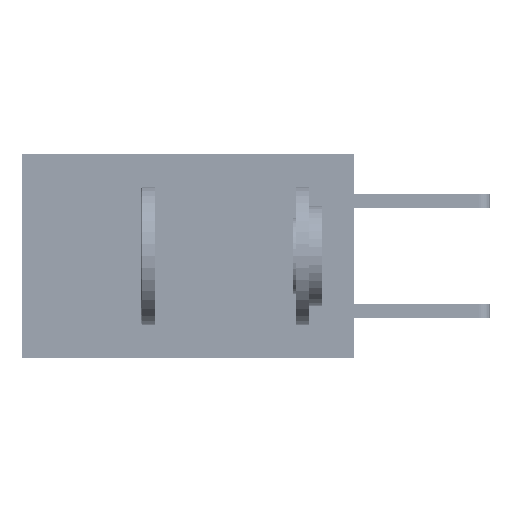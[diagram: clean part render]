
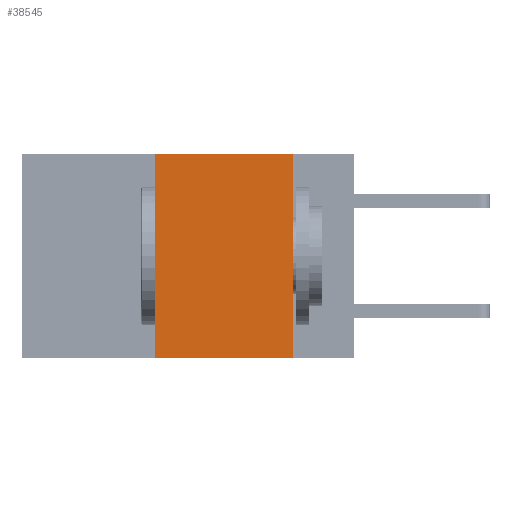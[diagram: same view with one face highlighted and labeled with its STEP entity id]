
A CAD part, left-side view. The second image highlights one B-rep face of the part: STEP entity #38545.
In plain terms, the highlighted planar face has unit normal (-1, 0, 0).
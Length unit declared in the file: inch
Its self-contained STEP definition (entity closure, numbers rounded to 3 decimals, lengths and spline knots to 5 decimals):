
#361 = VECTOR ( 'NONE', #9399, 39.37008 ) ;
#725 = VECTOR ( 'NONE', #20316, 39.37008 ) ;
#1652 = ORIENTED_EDGE ( 'NONE', *, *, #26305, .F. ) ;
#1732 = LINE ( 'NONE', #17095, #725 ) ;
#3151 = VERTEX_POINT ( 'NONE', #28731 ) ;
#3469 = LINE ( 'NONE', #17753, #11039 ) ;
#6704 = CARTESIAN_POINT ( 'NONE',  ( 0., 0.36, 0. ) ) ;
#7705 = FACE_OUTER_BOUND ( 'NONE', #32494, .T. ) ;
#8948 = LINE ( 'NONE', #38054, #361 ) ;
#9399 = DIRECTION ( 'NONE',  ( 0., 0., -1. ) ) ;
#9822 = VERTEX_POINT ( 'NONE', #39021 ) ;
#9935 = DIRECTION ( 'NONE',  ( 0., 0., 1. ) ) ;
#11039 = VECTOR ( 'NONE', #30612, 39.37008 ) ;
#11050 = VERTEX_POINT ( 'NONE', #29482 ) ;
#12263 = ORIENTED_EDGE ( 'NONE', *, *, #19332, .F. ) ;
#14562 = DIRECTION ( 'NONE',  ( 1., 0., 0. ) ) ;
#15803 = CARTESIAN_POINT ( 'NONE',  ( 0., 0.36, -0.37 ) ) ;
#16086 = EDGE_CURVE ( 'NONE', #36932, #11050, #1732, .T. ) ;
#17095 = CARTESIAN_POINT ( 'NONE',  ( 0., 0.6, -0.37 ) ) ;
#17753 = CARTESIAN_POINT ( 'NONE',  ( 0., 0.6, 0. ) ) ;
#19036 = LINE ( 'NONE', #6704, #35079 ) ;
#19332 = EDGE_CURVE ( 'NONE', #36932, #9822, #19036, .T. ) ;
#20316 = DIRECTION ( 'NONE',  ( 0., -1., 0. ) ) ;
#20870 = CARTESIAN_POINT ( 'NONE',  ( 0., 0.6, 0. ) ) ;
#24258 = ORIENTED_EDGE ( 'NONE', *, *, #30067, .F. ) ;
#26305 = EDGE_CURVE ( 'NONE', #9822, #3151, #3469, .T. ) ;
#28731 = CARTESIAN_POINT ( 'NONE',  ( 0., 0.11, 0. ) ) ;
#29482 = CARTESIAN_POINT ( 'NONE',  ( 0., 0.11, -0.37 ) ) ;
#30067 = EDGE_CURVE ( 'NONE', #3151, #11050, #8948, .T. ) ;
#30612 = DIRECTION ( 'NONE',  ( 0., -1., 0. ) ) ;
#32494 = EDGE_LOOP ( 'NONE', ( #24258, #1652, #12263, #39751 ) ) ;
#33737 = PLANE ( 'NONE',  #35953 ) ;
#35079 = VECTOR ( 'NONE', #9935, 39.37008 ) ;
#35953 = AXIS2_PLACEMENT_3D ( 'NONE', #20870, #14562, #36911 ) ;
#36911 = DIRECTION ( 'NONE',  ( 0., 0., -1. ) ) ;
#36932 = VERTEX_POINT ( 'NONE', #15803 ) ;
#38054 = CARTESIAN_POINT ( 'NONE',  ( 0., 0.11, 0. ) ) ;
#38545 = ADVANCED_FACE ( 'NONE', ( #7705 ), #33737, .F. ) ;
#39021 = CARTESIAN_POINT ( 'NONE',  ( 0., 0.36, 0. ) ) ;
#39751 = ORIENTED_EDGE ( 'NONE', *, *, #16086, .T. ) ;
